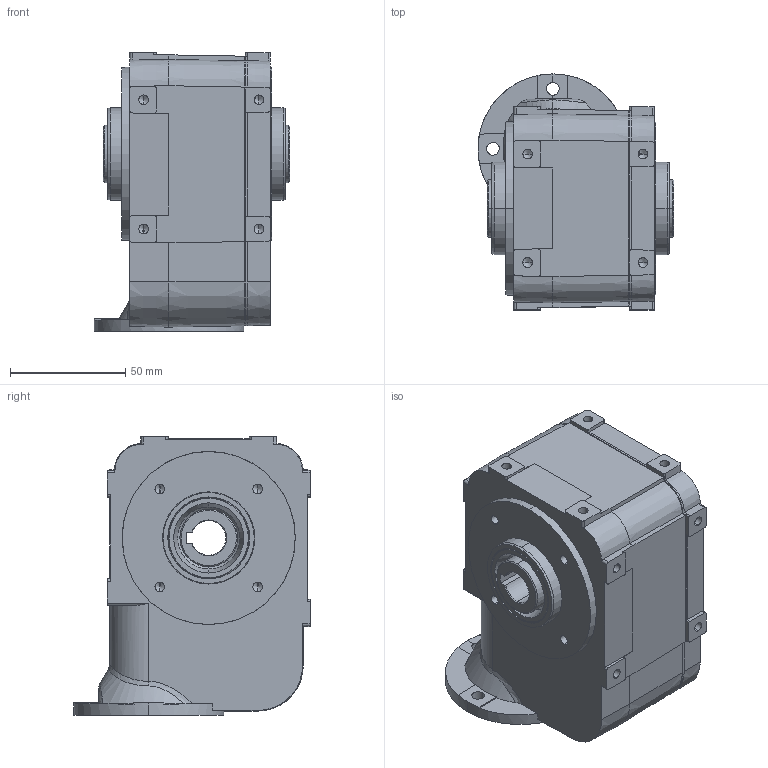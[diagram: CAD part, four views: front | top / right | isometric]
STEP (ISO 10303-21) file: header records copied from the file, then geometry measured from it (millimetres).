
FILE_DESCRIPTION (( 'STEP AP203' ), '1' );
FILE_NAME ('Getriebe-+-2814580.STEP', '2024-01-17T13:18:42', ( '' ), ( '' ), 'SwSTEP 2.0', 'SolidWorks 2020', '' );
FILE_SCHEMA (( 'CONFIG_CONTROL_DESIGN' ));
Length unit declared in the file: millimetre
Products named in the file (1): Getriebe-+-2814580
Bounding box: 85 x 102.5 x 121 mm (x, y, z)
Volume: 271903.2 mm3; surface area: 124552.4 mm2
Topology: 18 solids, 18 shells, 1252 faces, 3341 edges, 2130 vertices
Faces by surface type: cylinder 473, plane 363, cone 263, bspline 129, torus 23, sphere 1
Entity records: 46142 total; most frequent: CARTESIAN_POINT 15452, ORIENTED_EDGE 6570, DIRECTION 6238, EDGE_CURVE 3285, AXIS2_PLACEMENT_3D 2393, VERTEX_POINT 2130, LINE 1452, VECTOR 1452
